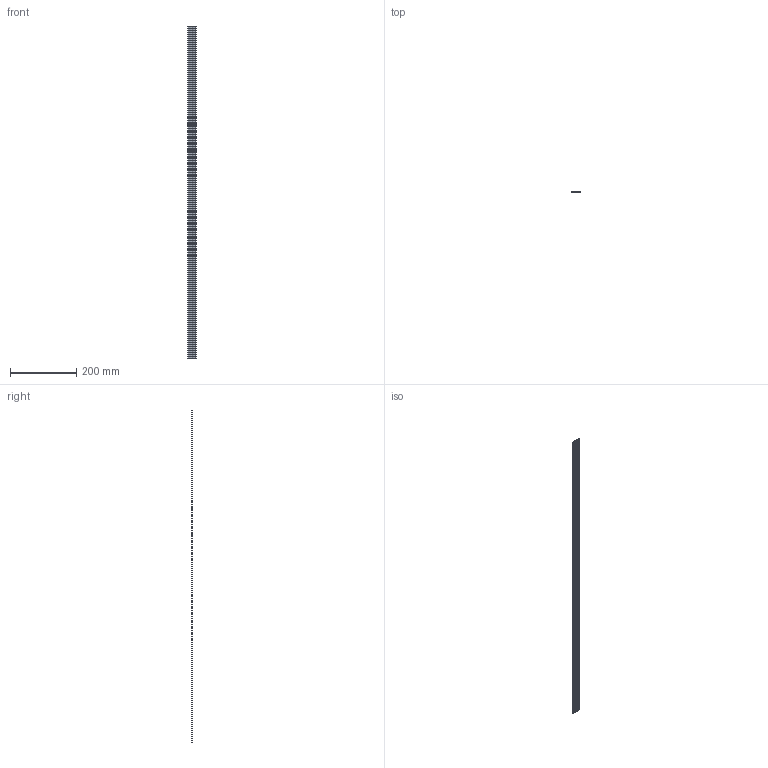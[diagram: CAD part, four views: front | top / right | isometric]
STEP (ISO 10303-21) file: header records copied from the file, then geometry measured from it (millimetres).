
FILE_DESCRIPTION(/* description */ ('Alibre Inc.'),/* implementation_level */ '2;1');
FILE_NAME(/* name */ 'export-2A265BAB-9CF3-4140-95A9-2FE72ACB6F5A',/* time_stamp */ '2019-09-30T15:16:14+02:00',/* author */ (''),/* organization */ (''),/* preprocessor_version */ 'ST-DEVELOPER v17',/* originating_system */ 'Alibre',/* authorisation */ '');
FILE_SCHEMA (('AUTOMOTIVE_DESIGN'));
Length unit declared in the file: centimetre
Bounding box: 25.39 x 0.9 x 1000 mm (x, y, z)
Volume: 16590 mm3; surface area: 57952.2 mm2
Topology: 1 solids, 1 shells, 238 faces, 708 edges, 472 vertices
Faces by surface type: cylinder 158, plane 80
Entity records: 8063 total; most frequent: DIRECTION 1420, CARTESIAN_POINT 1418, ORIENTED_EDGE 1416, EDGE_CURVE 708, AXIS2_PLACEMENT_3D 554, VERTEX_POINT 472, VECTOR 392, LINE 392
